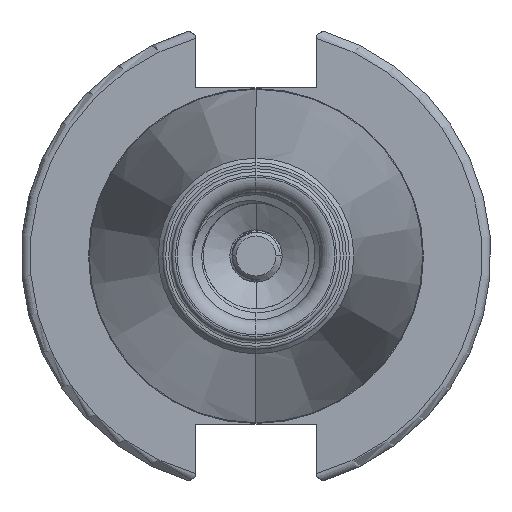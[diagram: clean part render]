
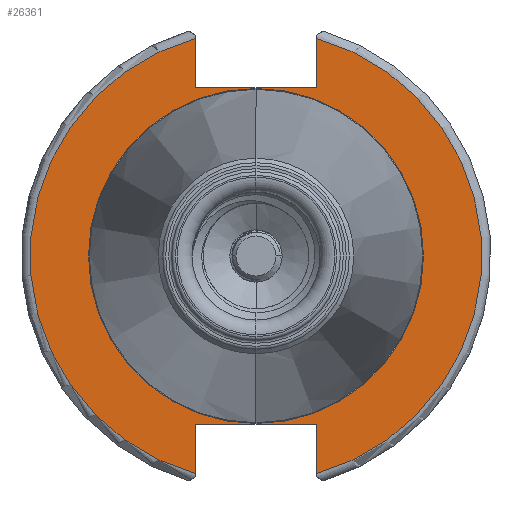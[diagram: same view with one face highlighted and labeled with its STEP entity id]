
A CAD part, left-side view. The second image highlights one B-rep face of the part: STEP entity #26361.
In plain terms, the highlighted planar face has unit normal (-1, 0, 0).
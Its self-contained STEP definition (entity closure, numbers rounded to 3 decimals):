
#1048 = ORIENTED_EDGE ( 'NONE', *, *, #23676, .F. ) ;
#1052 = ORIENTED_EDGE ( 'NONE', *, *, #23648, .T. ) ;
#1054 = ORIENTED_EDGE ( 'NONE', *, *, #23659, .F. ) ;
#1063 = ORIENTED_EDGE ( 'NONE', *, *, #23645, .F. ) ;
#1113 = ORIENTED_EDGE ( 'NONE', *, *, #23667, .T. ) ;
#1115 = ORIENTED_EDGE ( 'NONE', *, *, #23681, .T. ) ;
#1178 = ORIENTED_EDGE ( 'NONE', *, *, #23683, .F. ) ;
#1195 = ORIENTED_EDGE ( 'NONE', *, *, #23649, .T. ) ;
#1206 = ORIENTED_EDGE ( 'NONE', *, *, #22962, .F. ) ;
#1210 = ORIENTED_EDGE ( 'NONE', *, *, #23644, .T. ) ;
#3531 = CARTESIAN_POINT ( 'NONE',  ( -5., 8.075, -29.1 ) ) ;
#3560 = CARTESIAN_POINT ( 'NONE',  ( -5., -8.075, -29.1 ) ) ;
#3616 = CARTESIAN_POINT ( 'NONE',  ( -5., -8.075, 22.5 ) ) ;
#3620 = CARTESIAN_POINT ( 'NONE',  ( -5., -8.075, -22.5 ) ) ;
#3626 = CARTESIAN_POINT ( 'NONE',  ( -5., 8.075, 29.1 ) ) ;
#3696 = CARTESIAN_POINT ( 'NONE',  ( -5., 8.075, -22.5 ) ) ;
#3700 = CARTESIAN_POINT ( 'NONE',  ( -5., 8.075, 22.5 ) ) ;
#3724 = CARTESIAN_POINT ( 'NONE',  ( -5., -8.075, 29.1 ) ) ;
#5698 = CARTESIAN_POINT ( 'NONE',  ( -5., 8.075, 0. ) ) ;
#5702 = DIRECTION ( 'NONE',  ( 0., 0., 1. ) ) ;
#5706 = DIRECTION ( 'NONE',  ( 0., -1., 0. ) ) ;
#5712 = CARTESIAN_POINT ( 'NONE',  ( -5., -8.075, 0. ) ) ;
#5719 = CARTESIAN_POINT ( 'NONE',  ( -5., -8.075, 0. ) ) ;
#5720 = CARTESIAN_POINT ( 'NONE',  ( -5., -8.075, -22.5 ) ) ;
#5721 = DIRECTION ( 'NONE',  ( 0., 0., 1. ) ) ;
#5729 = DIRECTION ( 'NONE',  ( 0., 0., -1. ) ) ;
#5763 = CARTESIAN_POINT ( 'NONE',  ( -5., 8.075, 0. ) ) ;
#5774 = DIRECTION ( 'NONE',  ( 0., 0., -1. ) ) ;
#5791 = DIRECTION ( 'NONE',  ( 0., 0., 1. ) ) ;
#5803 = DIRECTION ( 'NONE',  ( -1., 0., 0. ) ) ;
#5805 = CARTESIAN_POINT ( 'NONE',  ( -5., 0., 0. ) ) ;
#5838 = CARTESIAN_POINT ( 'NONE',  ( -5., 0., 0. ) ) ;
#5845 = CARTESIAN_POINT ( 'NONE',  ( -5., 0., 0. ) ) ;
#5860 = DIRECTION ( 'NONE',  ( 0., 0., 1. ) ) ;
#5868 = DIRECTION ( 'NONE',  ( 0., 0., 1. ) ) ;
#5875 = DIRECTION ( 'NONE',  ( -1., 0., 0. ) ) ;
#5877 = DIRECTION ( 'NONE',  ( -1., 0., 0. ) ) ;
#5883 = CARTESIAN_POINT ( 'NONE',  ( -5., -8.075, 22.5 ) ) ;
#5890 = DIRECTION ( 'NONE',  ( 0., -1., 0. ) ) ;
#6238 = FACE_OUTER_BOUND ( 'NONE', #14678, .T. ) ;
#6242 = FACE_BOUND ( 'NONE', #14628, .T. ) ;
#6528 = CARTESIAN_POINT ( 'NONE',  ( -5., 0., 0. ) ) ;
#6537 = DIRECTION ( 'NONE',  ( -1., 0., 0. ) ) ;
#6539 = DIRECTION ( 'NONE',  ( 0., 0., 1. ) ) ;
#9432 = VERTEX_POINT ( 'NONE', #22440 ) ;
#9435 = VERTEX_POINT ( 'NONE', #22450 ) ;
#11193 = AXIS2_PLACEMENT_3D ( 'NONE', #6528, #6537, #6539 ) ;
#11355 = AXIS2_PLACEMENT_3D ( 'NONE', #5805, #5803, #5791 ) ;
#11362 = AXIS2_PLACEMENT_3D ( 'NONE', #5838, #5875, #5860 ) ;
#11370 = AXIS2_PLACEMENT_3D ( 'NONE', #5845, #5877, #5868 ) ;
#11544 = AXIS2_PLACEMENT_3D ( 'NONE', #16665, #16627, #16630 ) ;
#14438 = VECTOR ( 'NONE', #5702, 1000. ) ;
#14444 = VECTOR ( 'NONE', #5721, 1000. ) ;
#14451 = CIRCLE ( 'NONE', #11370, 30.2 ) ;
#14455 = LINE ( 'NONE', #5698, #14438 ) ;
#14462 = CIRCLE ( 'NONE', #11362, 22.398 ) ;
#14464 = VECTOR ( 'NONE', #5890, 1000. ) ;
#14467 = LINE ( 'NONE', #5720, #14491 ) ;
#14468 = VECTOR ( 'NONE', #5729, 1000. ) ;
#14469 = LINE ( 'NONE', #5719, #14444 ) ;
#14470 = VECTOR ( 'NONE', #5774, 1000. ) ;
#14475 = CIRCLE ( 'NONE', #11355, 30.2 ) ;
#14476 = LINE ( 'NONE', #5883, #14464 ) ;
#14487 = LINE ( 'NONE', #5763, #14470 ) ;
#14490 = LINE ( 'NONE', #5712, #14468 ) ;
#14491 = VECTOR ( 'NONE', #5706, 1000. ) ;
#14628 = EDGE_LOOP ( 'NONE', ( #1048, #1206 ) ) ;
#14678 = EDGE_LOOP ( 'NONE', ( #1113, #1052, #1195, #1210, #1115, #1063, #1178, #1054 ) ) ;
#16618 = PLANE ( 'NONE',  #11544 ) ;
#16627 = DIRECTION ( 'NONE',  ( 1., 0., 0. ) ) ;
#16630 = DIRECTION ( 'NONE',  ( 0., 0., -1. ) ) ;
#16665 = CARTESIAN_POINT ( 'NONE',  ( -5., 22.398, 0. ) ) ;
#18272 = CIRCLE ( 'NONE', #11193, 22.398 ) ;
#22440 = CARTESIAN_POINT ( 'NONE',  ( -5., 0., -22.398 ) ) ;
#22450 = CARTESIAN_POINT ( 'NONE',  ( -5., 0., 22.398 ) ) ;
#22962 = EDGE_CURVE ( 'NONE', #9432, #9435, #18272, .T. ) ;
#23644 = EDGE_CURVE ( 'NONE', #25552, #25560, #14490, .T. ) ;
#23645 = EDGE_CURVE ( 'NONE', #25540, #25587, #14469, .T. ) ;
#23648 = EDGE_CURVE ( 'NONE', #25497, #25594, #14455, .T. ) ;
#23649 = EDGE_CURVE ( 'NONE', #25594, #25552, #14467, .T. ) ;
#23659 = EDGE_CURVE ( 'NONE', #25528, #25603, #14487, .T. ) ;
#23667 = EDGE_CURVE ( 'NONE', #25528, #25497, #14475, .T. ) ;
#23676 = EDGE_CURVE ( 'NONE', #9435, #9432, #14462, .T. ) ;
#23681 = EDGE_CURVE ( 'NONE', #25560, #25587, #14451, .T. ) ;
#23683 = EDGE_CURVE ( 'NONE', #25603, #25540, #14476, .T. ) ;
#25497 = VERTEX_POINT ( 'NONE', #3531 ) ;
#25528 = VERTEX_POINT ( 'NONE', #3626 ) ;
#25540 = VERTEX_POINT ( 'NONE', #3616 ) ;
#25552 = VERTEX_POINT ( 'NONE', #3620 ) ;
#25560 = VERTEX_POINT ( 'NONE', #3560 ) ;
#25587 = VERTEX_POINT ( 'NONE', #3724 ) ;
#25594 = VERTEX_POINT ( 'NONE', #3696 ) ;
#25603 = VERTEX_POINT ( 'NONE', #3700 ) ;
#26361 = ADVANCED_FACE ( 'NONE', ( #6238, #6242 ), #16618, .F. ) ;
